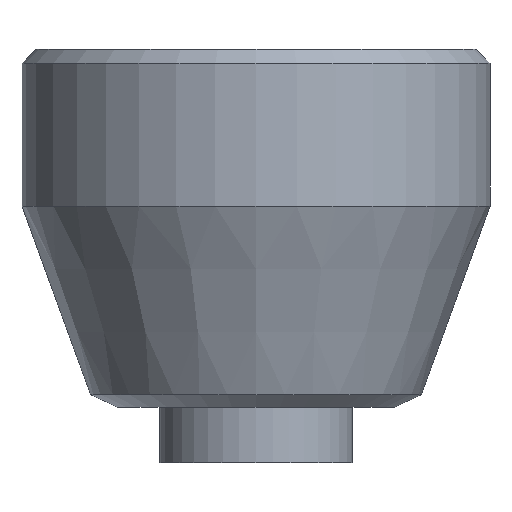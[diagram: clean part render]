
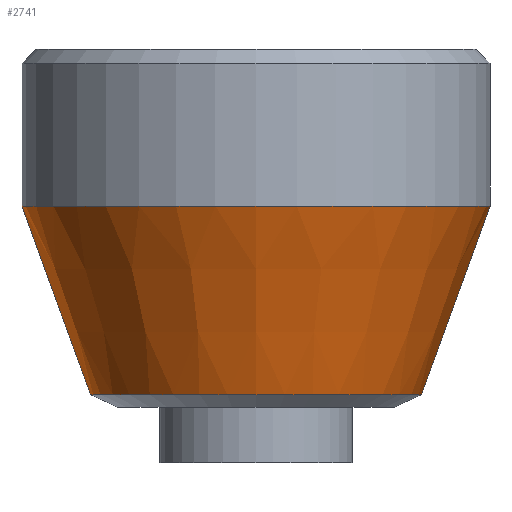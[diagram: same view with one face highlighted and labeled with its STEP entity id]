
A CAD part, left-side view. The second image highlights one B-rep face of the part: STEP entity #2741.
In plain terms, the highlighted conical face has half-angle 20 degrees and reference radius 5.835 mm.
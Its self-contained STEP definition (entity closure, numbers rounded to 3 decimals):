
#60 = VERTEX_POINT ( 'NONE', #399 ) ;
#100 = CIRCLE ( 'NONE', #5076, 8.495 ) ;
#203 = DIRECTION ( 'NONE',  ( 0., 0.342, 0.94 ) ) ;
#220 = CARTESIAN_POINT ( 'NONE',  ( 0., 5.835, -8.6 ) ) ;
#227 = CARTESIAN_POINT ( 'NONE',  ( 0., 0., -8.13 ) ) ;
#399 = CARTESIAN_POINT ( 'NONE',  ( 0., 8.495, -1.289 ) ) ;
#872 = DIRECTION ( 'NONE',  ( 0., 0., 1. ) ) ;
#893 = CARTESIAN_POINT ( 'NONE',  ( 0., -5.835, -8.6 ) ) ;
#935 = CARTESIAN_POINT ( 'NONE',  ( 0., 0., -8.6 ) ) ;
#1156 = DIRECTION ( 'NONE',  ( 0., 0., 1. ) ) ;
#1184 = CIRCLE ( 'NONE', #5560, 6.006 ) ;
#1342 = CARTESIAN_POINT ( 'NONE',  ( 0., 0., -1.289 ) ) ;
#1411 = EDGE_CURVE ( 'NONE', #3625, #2289, #1184, .T. ) ;
#2092 = CARTESIAN_POINT ( 'NONE',  ( 0., 6.006, -8.13 ) ) ;
#2116 = EDGE_CURVE ( 'NONE', #2289, #2296, #3061, .T. ) ;
#2130 = VECTOR ( 'NONE', #3231, 1000. ) ;
#2289 = VERTEX_POINT ( 'NONE', #5728 ) ;
#2296 = VERTEX_POINT ( 'NONE', #3294 ) ;
#2741 = ADVANCED_FACE ( 'NONE', ( #5419 ), #4220, .T. ) ;
#2857 = ORIENTED_EDGE ( 'NONE', *, *, #2116, .T. ) ;
#2935 = DIRECTION ( 'NONE',  ( 0., 1., 0. ) ) ;
#3059 = ORIENTED_EDGE ( 'NONE', *, *, #3670, .T. ) ;
#3061 = LINE ( 'NONE', #893, #2130 ) ;
#3079 = EDGE_CURVE ( 'NONE', #3625, #60, #3674, .T. ) ;
#3231 = DIRECTION ( 'NONE',  ( 0., -0.342, 0.94 ) ) ;
#3272 = ORIENTED_EDGE ( 'NONE', *, *, #1411, .T. ) ;
#3294 = CARTESIAN_POINT ( 'NONE',  ( 0., -8.495, -1.289 ) ) ;
#3568 = ORIENTED_EDGE ( 'NONE', *, *, #3079, .F. ) ;
#3625 = VERTEX_POINT ( 'NONE', #2092 ) ;
#3670 = EDGE_CURVE ( 'NONE', #2296, #60, #100, .T. ) ;
#3674 = LINE ( 'NONE', #220, #5786 ) ;
#4074 = DIRECTION ( 'NONE',  ( 0., -1., 0. ) ) ;
#4114 = DIRECTION ( 'NONE',  ( 0., 0., -1. ) ) ;
#4220 = CONICAL_SURFACE ( 'NONE', #5927, 5.835, 0.349 ) ;
#4528 = DIRECTION ( 'NONE',  ( 0., 1., 0. ) ) ;
#5004 = EDGE_LOOP ( 'NONE', ( #3568, #3272, #2857, #3059 ) ) ;
#5076 = AXIS2_PLACEMENT_3D ( 'NONE', #1342, #4114, #4528 ) ;
#5419 = FACE_OUTER_BOUND ( 'NONE', #5004, .T. ) ;
#5560 = AXIS2_PLACEMENT_3D ( 'NONE', #227, #1156, #2935 ) ;
#5728 = CARTESIAN_POINT ( 'NONE',  ( 0., -6.006, -8.13 ) ) ;
#5786 = VECTOR ( 'NONE', #203, 1000. ) ;
#5927 = AXIS2_PLACEMENT_3D ( 'NONE', #935, #872, #4074 ) ;
